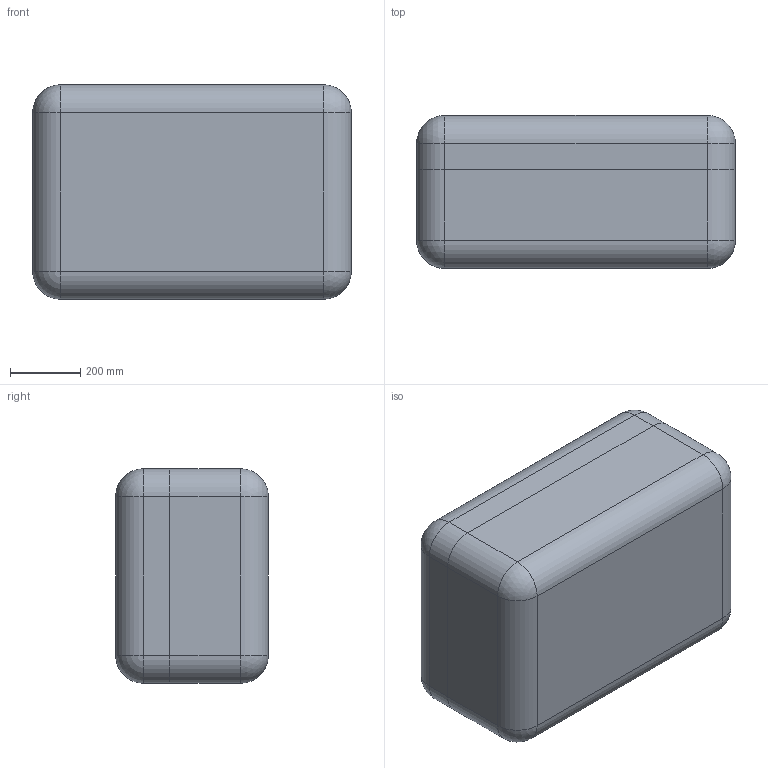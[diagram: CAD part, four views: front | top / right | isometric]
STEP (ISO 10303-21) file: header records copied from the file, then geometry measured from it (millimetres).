
FILE_DESCRIPTION (( 'STEP AP214' ), '1' );
FILE_NAME ('Òðàíñïîðòíûé êîíòåéíåð ÀÄÌÈÐÀË®ÏÐÎÔÅÑÑÈÎÍÀËÜÍÛÅ 162_óïðîùåííàÿ 3D-ìîäåëü.STEP', '2025-09-01T05:57:15', ( '' ), ( '' ), 'SwSTEP 2.0', 'SolidWorks 2021', '' );
FILE_SCHEMA (( 'AUTOMOTIVE_DESIGN' ));
Length unit declared in the file: millimetre
Products named in the file (3): Base 161(óïð)-1; Lid 170(óïð)-1; Òðàíñïîðòíûé êîíòåéíåð ÀÄÌÈÐÀË®ÏÐÎÔÅÑÑÈÎÍÀËÜÍÛÅ 162_óïðîùåííàÿ 3D-ìîäåëü
Assembly tree (2 placements, depth 2):
  Òðàíñïîðòíûé êîíòåéíåð ÀÄÌÈÐÀË®ÏÐÎÔÅÑÑÈÎÍÀËÜÍÛÅ 162_óïðîùåííàÿ 3D-ìîäåëü
    Base 161(óïð)-1
    Lid 170(óïð)-1
Bounding box: 909.63 x 436 x 612.45 mm (x, y, z)
Volume: 102154057.4 mm3; surface area: 5055657.5 mm2
Topology: 2 solids, 2 shells, 1559 faces, 3836 edges, 2220 vertices
Faces by surface type: cylinder 634, bspline 328, plane 317, torus 216, sphere 40, cone 24
Entity records: 61149 total; most frequent: CARTESIAN_POINT 26761, ORIENTED_EDGE 7536, DIRECTION 6960, EDGE_CURVE 3768, AXIS2_PLACEMENT_3D 2760, VERTEX_POINT 2220, EDGE_LOOP 1578, ADVANCED_FACE 1559
